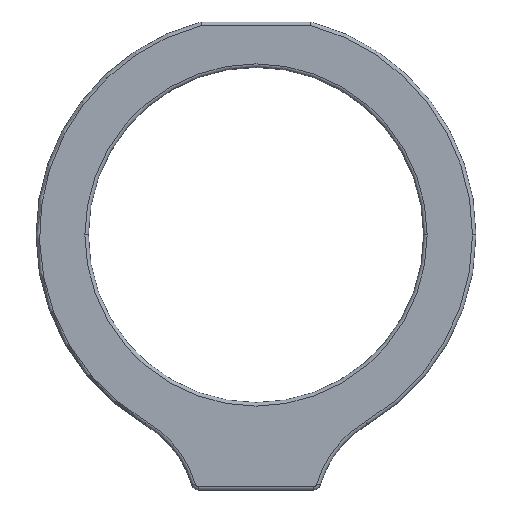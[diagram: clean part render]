
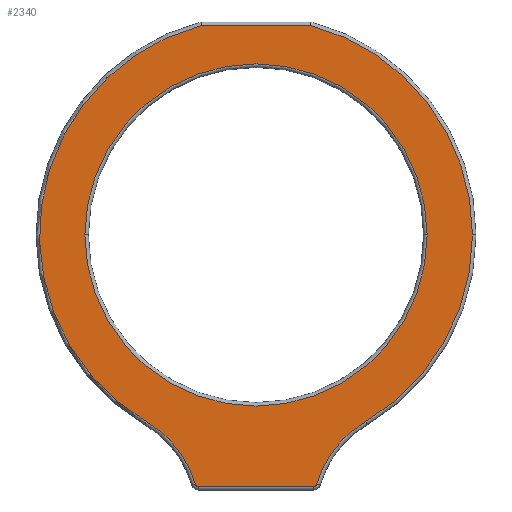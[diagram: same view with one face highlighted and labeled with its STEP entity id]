
A CAD part, top view. The second image highlights one B-rep face of the part: STEP entity #2340.
In plain terms, the highlighted planar face has unit normal (0, 0, 1).
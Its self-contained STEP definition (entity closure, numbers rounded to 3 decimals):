
#6 = VERTEX_POINT ( 'NONE', #2771 ) ;
#86 = CARTESIAN_POINT ( 'NONE',  ( 8.154, 36.459, 9. ) ) ;
#102 = EDGE_LOOP ( 'NONE', ( #400, #570 ) ) ;
#138 = FACE_BOUND ( 'NONE', #102, .T. ) ;
#192 = DIRECTION ( 'NONE',  ( 1., 0., 0. ) ) ;
#233 = VERTEX_POINT ( 'NONE', #2079 ) ;
#307 = EDGE_CURVE ( 'NONE', #1368, #2239, #2222, .T. ) ;
#315 = EDGE_CURVE ( 'NONE', #233, #2514, #661, .T. ) ;
#329 = ORIENTED_EDGE ( 'NONE', *, *, #813, .T. ) ;
#336 = VERTEX_POINT ( 'NONE', #2335 ) ;
#367 = DIRECTION ( 'NONE',  ( 0., 0., 1. ) ) ;
#371 = DIRECTION ( 'NONE',  ( 0., 0., -1. ) ) ;
#380 = DIRECTION ( 'NONE',  ( 0., 0., -1. ) ) ;
#384 = CARTESIAN_POINT ( 'NONE',  ( 15.964, 6.459, 9. ) ) ;
#385 = VERTEX_POINT ( 'NONE', #1898 ) ;
#400 = ORIENTED_EDGE ( 'NONE', *, *, #1747, .T. ) ;
#488 = CIRCLE ( 'NONE', #2478, 31. ) ;
#505 = CARTESIAN_POINT ( 'NONE',  ( 15.964, 6.459, 9. ) ) ;
#527 = DIRECTION ( 'NONE',  ( 1., 0., 0. ) ) ;
#570 = ORIENTED_EDGE ( 'NONE', *, *, #315, .T. ) ;
#624 = DIRECTION ( 'NONE',  ( 0., 0., 1. ) ) ;
#656 = CIRCLE ( 'NONE', #1081, 0.5 ) ;
#660 = LINE ( 'NONE', #1432, #1088 ) ;
#661 = CIRCLE ( 'NONE', #1207, 24.5 ) ;
#787 = EDGE_CURVE ( 'NONE', #6, #1304, #660, .T. ) ;
#790 = DIRECTION ( 'NONE',  ( 1., 0., 0. ) ) ;
#791 = EDGE_CURVE ( 'NONE', #2071, #385, #488, .T. ) ;
#813 = EDGE_CURVE ( 'NONE', #1033, #1368, #2668, .T. ) ;
#818 = CARTESIAN_POINT ( 'NONE',  ( -7.601, -33.628, 9. ) ) ;
#820 = VERTEX_POINT ( 'NONE', #1870 ) ;
#832 = CARTESIAN_POINT ( 'NONE',  ( 24.2, -29.541, 9. ) ) ;
#965 = AXIS2_PLACEMENT_3D ( 'NONE', #818, #380, #2761 ) ;
#1015 = DIRECTION ( 'NONE',  ( 1., 0., 0. ) ) ;
#1033 = VERTEX_POINT ( 'NONE', #86 ) ;
#1059 = CARTESIAN_POINT ( 'NONE',  ( 24.2, -29.041, 9. ) ) ;
#1081 = AXIS2_PLACEMENT_3D ( 'NONE', #1546, #1762, #1934 ) ;
#1088 = VECTOR ( 'NONE', #1204, 1000. ) ;
#1102 = CARTESIAN_POINT ( 'NONE',  ( 46.964, 6.459, 9. ) ) ;
#1171 = ORIENTED_EDGE ( 'NONE', *, *, #2493, .T. ) ;
#1204 = DIRECTION ( 'NONE',  ( 1., 0., 0. ) ) ;
#1207 = AXIS2_PLACEMENT_3D ( 'NONE', #1479, #371, #192 ) ;
#1273 = CARTESIAN_POINT ( 'NONE',  ( 15.964, 6.459, 9. ) ) ;
#1296 = ORIENTED_EDGE ( 'NONE', *, *, #1630, .T. ) ;
#1303 = EDGE_CURVE ( 'NONE', #1304, #336, #1725, .T. ) ;
#1304 = VERTEX_POINT ( 'NONE', #832 ) ;
#1353 = EDGE_CURVE ( 'NONE', #820, #2071, #1486, .T. ) ;
#1368 = VERTEX_POINT ( 'NONE', #2343 ) ;
#1374 = PLANE ( 'NONE',  #2149 ) ;
#1404 = ORIENTED_EDGE ( 'NONE', *, *, #791, .T. ) ;
#1406 = DIRECTION ( 'NONE',  ( -1., 0., 0. ) ) ;
#1432 = CARTESIAN_POINT ( 'NONE',  ( 24.2, -29.541, 9. ) ) ;
#1468 = EDGE_LOOP ( 'NONE', ( #1171, #1935, #1404, #1296, #329, #1841, #2342, #1998, #1961 ) ) ;
#1469 = AXIS2_PLACEMENT_3D ( 'NONE', #2161, #2578, #2346 ) ;
#1472 = EDGE_CURVE ( 'NONE', #2239, #6, #656, .T. ) ;
#1479 = CARTESIAN_POINT ( 'NONE',  ( 15.964, 6.459, 9. ) ) ;
#1486 = CIRCLE ( 'NONE', #1661, 31. ) ;
#1488 = DIRECTION ( 'NONE',  ( 1., 0., 0. ) ) ;
#1546 = CARTESIAN_POINT ( 'NONE',  ( 7.728, -29.041, 9. ) ) ;
#1630 = EDGE_CURVE ( 'NONE', #385, #1033, #2757, .T. ) ;
#1652 = CARTESIAN_POINT ( 'NONE',  ( 15.964, 6.459, 9. ) ) ;
#1661 = AXIS2_PLACEMENT_3D ( 'NONE', #1273, #1715, #1928 ) ;
#1715 = DIRECTION ( 'NONE',  ( 0., 0., 1. ) ) ;
#1725 = CIRCLE ( 'NONE', #1848, 0.5 ) ;
#1747 = EDGE_CURVE ( 'NONE', #2514, #233, #1755, .T. ) ;
#1755 = CIRCLE ( 'NONE', #2708, 24.5 ) ;
#1762 = DIRECTION ( 'NONE',  ( 0., 0., 1. ) ) ;
#1841 = ORIENTED_EDGE ( 'NONE', *, *, #307, .T. ) ;
#1848 = AXIS2_PLACEMENT_3D ( 'NONE', #1059, #624, #1488 ) ;
#1870 = CARTESIAN_POINT ( 'NONE',  ( 31.674, -20.266, 9. ) ) ;
#1875 = DIRECTION ( 'NONE',  ( 1., 0., 0. ) ) ;
#1898 = CARTESIAN_POINT ( 'NONE',  ( 23.774, 36.459, 9. ) ) ;
#1928 = DIRECTION ( 'NONE',  ( 1., 0., 0. ) ) ;
#1934 = DIRECTION ( 'NONE',  ( 1., 0., 0. ) ) ;
#1935 = ORIENTED_EDGE ( 'NONE', *, *, #1353, .T. ) ;
#1961 = ORIENTED_EDGE ( 'NONE', *, *, #1303, .T. ) ;
#1998 = ORIENTED_EDGE ( 'NONE', *, *, #787, .T. ) ;
#2071 = VERTEX_POINT ( 'NONE', #1102 ) ;
#2079 = CARTESIAN_POINT ( 'NONE',  ( -8.536, 6.459, 9. ) ) ;
#2088 = DIRECTION ( 'NONE',  ( 0., 0., -1. ) ) ;
#2149 = AXIS2_PLACEMENT_3D ( 'NONE', #505, #2420, #527 ) ;
#2161 = CARTESIAN_POINT ( 'NONE',  ( 15.964, 6.459, 9. ) ) ;
#2222 = CIRCLE ( 'NONE', #965, 15.5 ) ;
#2239 = VERTEX_POINT ( 'NONE', #2390 ) ;
#2251 = AXIS2_PLACEMENT_3D ( 'NONE', #2728, #2088, #1875 ) ;
#2335 = CARTESIAN_POINT ( 'NONE',  ( 24.679, -29.184, 9. ) ) ;
#2340 = ADVANCED_FACE ( 'NONE', ( #138, #2516 ), #1374, .T. ) ;
#2342 = ORIENTED_EDGE ( 'NONE', *, *, #1472, .T. ) ;
#2343 = CARTESIAN_POINT ( 'NONE',  ( 0.254, -20.266, 9. ) ) ;
#2346 = DIRECTION ( 'NONE',  ( 1., 0., 0. ) ) ;
#2390 = CARTESIAN_POINT ( 'NONE',  ( 7.249, -29.184, 9. ) ) ;
#2420 = DIRECTION ( 'NONE',  ( 0., 0., 1. ) ) ;
#2458 = VECTOR ( 'NONE', #1406, 1000. ) ;
#2478 = AXIS2_PLACEMENT_3D ( 'NONE', #1652, #367, #790 ) ;
#2493 = EDGE_CURVE ( 'NONE', #336, #820, #2784, .T. ) ;
#2514 = VERTEX_POINT ( 'NONE', #2520 ) ;
#2516 = FACE_OUTER_BOUND ( 'NONE', #1468, .T. ) ;
#2520 = CARTESIAN_POINT ( 'NONE',  ( 40.464, 6.459, 9. ) ) ;
#2578 = DIRECTION ( 'NONE',  ( 0., 0., 1. ) ) ;
#2661 = CARTESIAN_POINT ( 'NONE',  ( 15.964, 36.459, 9. ) ) ;
#2668 = CIRCLE ( 'NONE', #1469, 31. ) ;
#2708 = AXIS2_PLACEMENT_3D ( 'NONE', #384, #2743, #1015 ) ;
#2728 = CARTESIAN_POINT ( 'NONE',  ( 39.529, -33.628, 9. ) ) ;
#2743 = DIRECTION ( 'NONE',  ( 0., 0., -1. ) ) ;
#2757 = LINE ( 'NONE', #2661, #2458 ) ;
#2761 = DIRECTION ( 'NONE',  ( 1., 0., 0. ) ) ;
#2771 = CARTESIAN_POINT ( 'NONE',  ( 7.728, -29.541, 9. ) ) ;
#2784 = CIRCLE ( 'NONE', #2251, 15.5 ) ;
